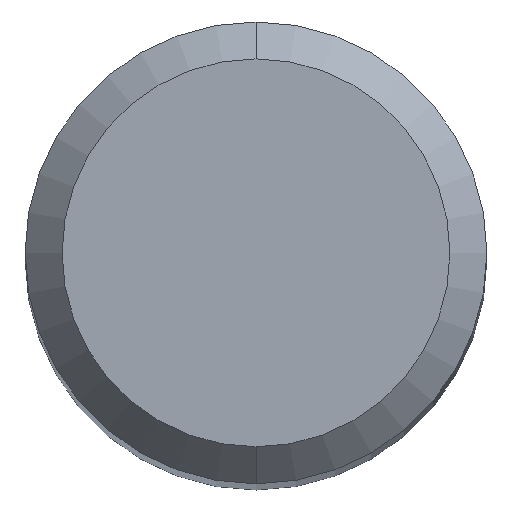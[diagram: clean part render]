
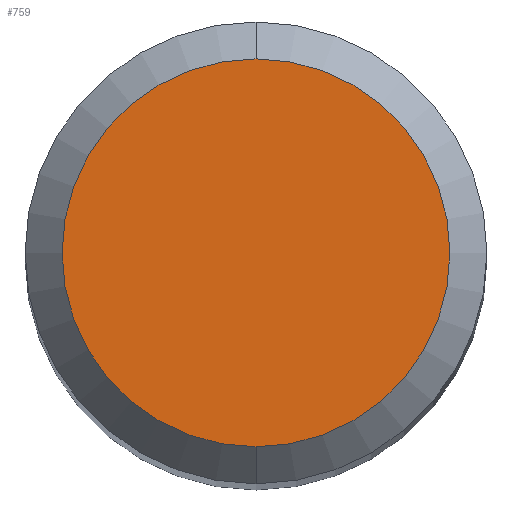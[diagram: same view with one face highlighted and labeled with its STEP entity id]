
A CAD part, top view. The second image highlights one B-rep face of the part: STEP entity #759.
In plain terms, the highlighted planar face has unit normal (0, 0, 1).
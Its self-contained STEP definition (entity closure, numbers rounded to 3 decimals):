
#451=VERTEX_POINT('',#1079);
#695=EDGE_CURVE('',#451,#813,#1340,.T.);
#759=ADVANCED_FACE('',(#1408),#1409,.T.);
#809=EDGE_CURVE('',#813,#451,#1466,.T.);
#813=VERTEX_POINT('',#1471);
#1079=CARTESIAN_POINT('',(0.0,2.1,0.0));
#1340=CIRCLE('',#4696,2.1);
#1408=FACE_OUTER_BOUND('',#4868,.T.);
#1409=PLANE('',#4869);
#1466=CIRCLE('',#5679,2.1);
#1471=CARTESIAN_POINT('',(0.,-2.1,0.0));
#4696=AXIS2_PLACEMENT_3D('',#6486,#6487,#6488);
#4868=EDGE_LOOP('',(#6541,#6542));
#4869=AXIS2_PLACEMENT_3D('',#6543,#6544,#6545);
#5679=AXIS2_PLACEMENT_3D('',#6633,#6634,#6635);
#6486=CARTESIAN_POINT('',(0.0,0.0,0.0));
#6487=DIRECTION('',(0.0,0.0,-1.0));
#6488=DIRECTION('',(0.0,1.0,0.0));
#6541=ORIENTED_EDGE('',*,*,#695,.F.);
#6542=ORIENTED_EDGE('',*,*,#809,.F.);
#6543=CARTESIAN_POINT('',(0.0,1.05,0.0));
#6544=DIRECTION('',(-0.0,0.0,1.0));
#6545=DIRECTION('',(0.0,-1.0,0.0));
#6633=CARTESIAN_POINT('',(0.0,0.0,0.0));
#6634=DIRECTION('',(0.0,0.0,-1.0));
#6635=DIRECTION('',(0.0,1.0,0.0));
